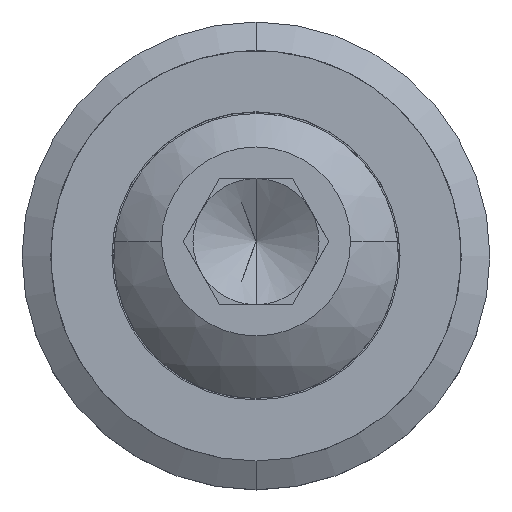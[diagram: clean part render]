
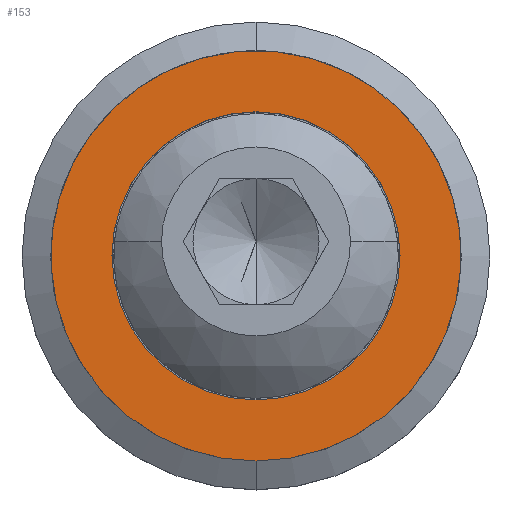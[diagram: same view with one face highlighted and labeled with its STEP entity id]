
A CAD part, top view. The second image highlights one B-rep face of the part: STEP entity #153.
In plain terms, the highlighted planar face has unit normal (0, 0, 1).
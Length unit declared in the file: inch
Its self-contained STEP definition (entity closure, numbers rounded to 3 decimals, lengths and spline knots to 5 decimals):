
#1 = EDGE_LOOP ( 'NONE', ( #148, #443, #78 ) ) ;
#2 = ORIENTED_EDGE ( 'NONE', *, *, #9, .F. ) ;
#9 = EDGE_CURVE ( 'NONE', #444, #73, #233, .T. ) ;
#73 = VERTEX_POINT ( 'NONE', #274 ) ;
#78 = ORIENTED_EDGE ( 'NONE', *, *, #79, .F. ) ;
#79 = EDGE_CURVE ( 'NONE', #162, #108, #269, .T. ) ;
#92 = EDGE_LOOP ( 'NONE', ( #154, #2 ) ) ;
#100 = EDGE_CURVE ( 'NONE', #101, #108, #205, .T. ) ;
#101 = VERTEX_POINT ( 'NONE', #206 ) ;
#108 = VERTEX_POINT ( 'NONE', #302 ) ;
#148 = ORIENTED_EDGE ( 'NONE', *, *, #161, .T. ) ;
#153 = ADVANCED_FACE ( 'NONE', ( #722, #717 ), #716, .F. ) ;
#154 = ORIENTED_EDGE ( 'NONE', *, *, #155, .F. ) ;
#155 = EDGE_CURVE ( 'NONE', #73, #444, #710, .T. ) ;
#161 = EDGE_CURVE ( 'NONE', #162, #101, #894, .T. ) ;
#162 = VERTEX_POINT ( 'NONE', #889 ) ;
#201 = DIRECTION ( 'NONE',  ( 0., -1., 0. ) ) ;
#202 = DIRECTION ( 'NONE',  ( 0., 0., 1. ) ) ;
#203 = CARTESIAN_POINT ( 'NONE',  ( 0., 0., 0.24958 ) ) ;
#204 = AXIS2_PLACEMENT_3D ( 'NONE', #203, #202, #201 ) ;
#205 = CIRCLE ( 'NONE', #204, 0.356 ) ;
#206 = CARTESIAN_POINT ( 'NONE',  ( 0., -0.356, 0.24958 ) ) ;
#229 = DIRECTION ( 'NONE',  ( 0., -1., 0. ) ) ;
#230 = DIRECTION ( 'NONE',  ( 0., 0., 1. ) ) ;
#231 = CARTESIAN_POINT ( 'NONE',  ( 0., 0., 0.24958 ) ) ;
#232 = AXIS2_PLACEMENT_3D ( 'NONE', #231, #230, #229 ) ;
#233 = CIRCLE ( 'NONE', #232, 0.25 ) ;
#266 = DIRECTION ( 'NONE',  ( 1., 0., 0. ) ) ;
#267 = VECTOR ( 'NONE', #266, 39.37008 ) ;
#268 = CARTESIAN_POINT ( 'NONE',  ( -0.07012, 0.35403, 0.24958 ) ) ;
#269 = LINE ( 'NONE', #268, #267 ) ;
#274 = CARTESIAN_POINT ( 'NONE',  ( 0., -0.25, 0.24958 ) ) ;
#302 = CARTESIAN_POINT ( 'NONE',  ( 0.03743, 0.35403, 0.24958 ) ) ;
#443 = ORIENTED_EDGE ( 'NONE', *, *, #100, .T. ) ;
#444 = VERTEX_POINT ( 'NONE', #944 ) ;
#710 = CIRCLE ( 'NONE', #831, 0.25 ) ;
#711 = DIRECTION ( 'NONE',  ( 0., 1., 0. ) ) ;
#712 = DIRECTION ( 'NONE',  ( 0., 0., -1. ) ) ;
#713 = CARTESIAN_POINT ( 'NONE',  ( 0.25, 0., 0.24958 ) ) ;
#714 = CARTESIAN_POINT ( 'NONE',  ( 0., 0., 0.24958 ) ) ;
#715 = AXIS2_PLACEMENT_3D ( 'NONE', #713, #712, #711 ) ;
#716 = PLANE ( 'NONE',  #715 ) ;
#717 = FACE_OUTER_BOUND ( 'NONE', #1, .T. ) ;
#722 = FACE_BOUND ( 'NONE', #92, .T. ) ;
#829 = DIRECTION ( 'NONE',  ( 0., -1., 0. ) ) ;
#830 = DIRECTION ( 'NONE',  ( 0., 0., 1. ) ) ;
#831 = AXIS2_PLACEMENT_3D ( 'NONE', #714, #830, #829 ) ;
#889 = CARTESIAN_POINT ( 'NONE',  ( -0.03743, 0.35403, 0.24958 ) ) ;
#890 = DIRECTION ( 'NONE',  ( 0., -1., 0. ) ) ;
#891 = DIRECTION ( 'NONE',  ( 0., 0., 1. ) ) ;
#892 = CARTESIAN_POINT ( 'NONE',  ( 0., 0., 0.24958 ) ) ;
#893 = AXIS2_PLACEMENT_3D ( 'NONE', #892, #891, #890 ) ;
#894 = CIRCLE ( 'NONE', #893, 0.356 ) ;
#944 = CARTESIAN_POINT ( 'NONE',  ( 0., 0.25, 0.24958 ) ) ;
